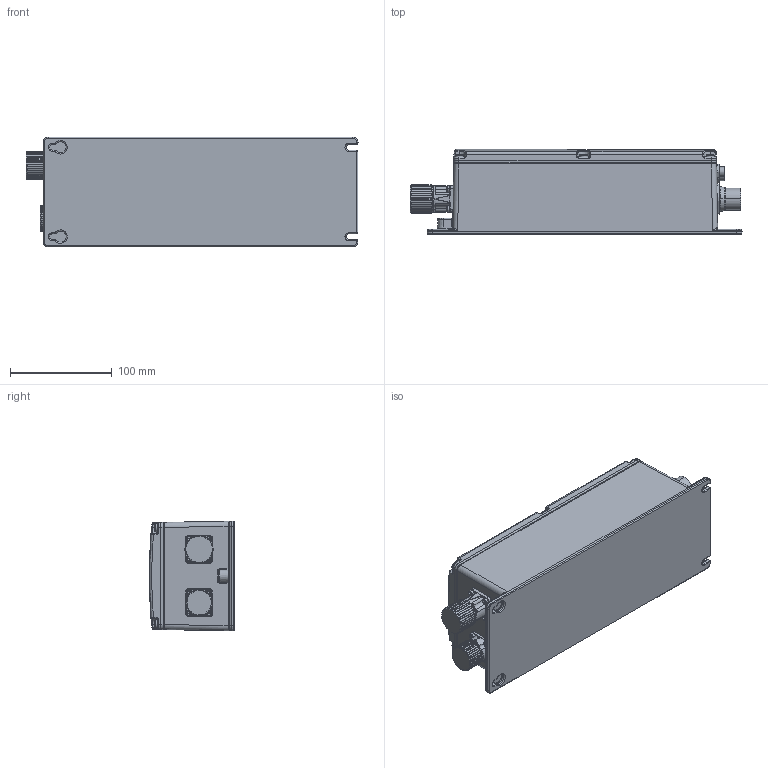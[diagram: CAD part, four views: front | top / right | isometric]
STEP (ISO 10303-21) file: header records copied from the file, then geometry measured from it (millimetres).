
FILE_DESCRIPTION((''),'2;1');
FILE_NAME('DSD_A','2017-05-04T',('U254953'),(''),'CREO PARAMETRIC BY PTC INC, 2015480','CREO PARAMETRIC BY PTC INC, 2015480','');
FILE_SCHEMA(('CONFIG_CONTROL_DESIGN'));
Products named in the file (1): DSD_A
Bounding box: 327 x 84 x 108 mm (x, y, z)
Volume: 2379803.4 mm3; surface area: 139318.1 mm2
Topology: 1 solids, 7 shells, 2012 faces, 5339 edges, 3427 vertices
Faces by surface type: plane 698, cylinder 581, extrusion 270, bspline 180, torus 152, cone 115, sphere 16
Entity records: 77481 total; most frequent: CARTESIAN_POINT 30559, ORIENTED_EDGE 10618, DIRECTION 8330, EDGE_CURVE 5309, VERTEX_POINT 3423, AXIS2_PLACEMENT_3D 2825, VECTOR 2680, LINE 2410
